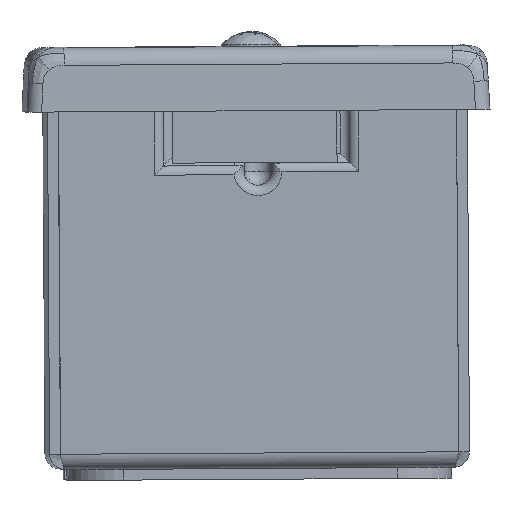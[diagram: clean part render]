
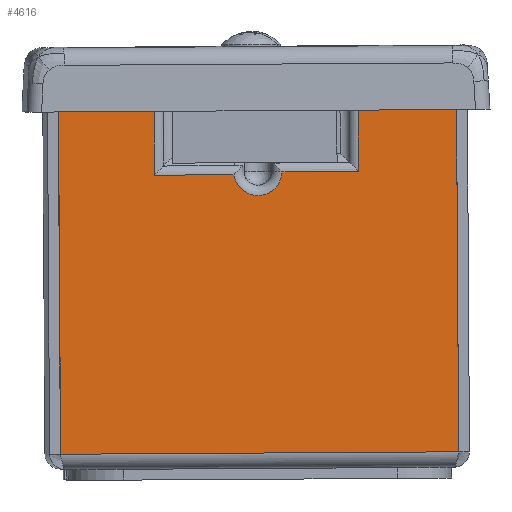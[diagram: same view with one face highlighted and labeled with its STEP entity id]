
A CAD part, front view. The second image highlights one B-rep face of the part: STEP entity #4616.
In plain terms, the highlighted face is planar.
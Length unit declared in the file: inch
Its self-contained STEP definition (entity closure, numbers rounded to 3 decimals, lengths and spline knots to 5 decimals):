
#300=PLANE($,#4961);
#456=LINE($,#10329,#748);
#463=LINE($,#10368,#755);
#470=LINE($,#10396,#762);
#472=LINE($,#10403,#764);
#473=LINE($,#10406,#765);
#474=LINE($,#10408,#766);
#475=LINE($,#10410,#767);
#476=LINE($,#10412,#768);
#477=LINE($,#10413,#769);
#748=VECTOR($,#5614,0.54359);
#755=VECTOR($,#5643,0.67288);
#762=VECTOR($,#5664,0.65554);
#764=VECTOR($,#5672,0.59566);
#765=VECTOR($,#5675,0.52495);
#766=VECTOR($,#5678,0.613);
#767=VECTOR($,#5679,2.51975);
#768=VECTOR($,#5680,2.72559);
#769=VECTOR($,#5681,2.51975);
#1193=FACE_OUTER_BOUND($,#1470,.T.);
#1470=EDGE_LOOP($,(#3660,#3661,#3662,#3663,#3664,#3665,#3666,#3667,#3668,
#3669));
#1742=CIRCLE($,#4962,0.165);
#2160=VERTEX_POINT($,#10326);
#2161=VERTEX_POINT($,#10328);
#2171=VERTEX_POINT($,#10365);
#2172=VERTEX_POINT($,#10367);
#2185=VERTEX_POINT($,#10393);
#2186=VERTEX_POINT($,#10395);
#2188=VERTEX_POINT($,#10401);
#2189=VERTEX_POINT($,#10405);
#2190=VERTEX_POINT($,#10409);
#2191=VERTEX_POINT($,#10411);
#2681=EDGE_CURVE($,#2160,#2161,#456,.T.);
#2696=EDGE_CURVE($,#2171,#2172,#463,.T.);
#2710=EDGE_CURVE($,#2185,#2186,#470,.T.);
#2714=EDGE_CURVE($,#2188,#2171,#472,.T.);
#2715=EDGE_CURVE($,#2188,#2189,#473,.T.);
#2716=EDGE_CURVE($,#2161,#2189,#1742,.T.);
#2717=EDGE_CURVE($,#2186,#2160,#474,.T.);
#2718=EDGE_CURVE($,#2190,#2185,#475,.T.);
#2719=EDGE_CURVE($,#2190,#2191,#476,.T.);
#2720=EDGE_CURVE($,#2172,#2191,#477,.T.);
#3660=ORIENTED_EDGE($,*,*,#2714,.F.);
#3661=ORIENTED_EDGE($,*,*,#2715,.T.);
#3662=ORIENTED_EDGE($,*,*,#2716,.F.);
#3663=ORIENTED_EDGE($,*,*,#2681,.F.);
#3664=ORIENTED_EDGE($,*,*,#2717,.F.);
#3665=ORIENTED_EDGE($,*,*,#2710,.F.);
#3666=ORIENTED_EDGE($,*,*,#2718,.F.);
#3667=ORIENTED_EDGE($,*,*,#2719,.T.);
#3668=ORIENTED_EDGE($,*,*,#2720,.F.);
#3669=ORIENTED_EDGE($,*,*,#2696,.F.);
#4616=ADVANCED_FACE($,(#1193),#300,.F.);
#4961=AXIS2_PLACEMENT_3D($,#10404,#5673,#5674);
#4962=AXIS2_PLACEMENT_3D($,#10407,#5676,#5677);
#5614=DIRECTION($,(1.,0.,0.));
#5643=DIRECTION($,(1.,0.,0.));
#5664=DIRECTION($,(1.,0.,0.));
#5672=DIRECTION($,(0.,0.,1.));
#5673=DIRECTION('center_axis',(0.,1.,0.));
#5674=DIRECTION('ref_axis',(1.,0.,0.));
#5675=DIRECTION($,(-1.,0.,0.));
#5676=DIRECTION('center_axis',(0.,-1.,0.));
#5677=DIRECTION('ref_axis',(0.112,0.,-0.994));
#5678=DIRECTION($,(0.,0.,-1.));
#5679=DIRECTION($,(0.,0.,1.));
#5680=DIRECTION($,(1.,0.,0.));
#5681=DIRECTION($,(0.,0.,-1.));
#10326=CARTESIAN_POINT('',(0.73025,-4.25,2.012));
#10328=CARTESIAN_POINT('',(1.27384,-4.25,2.012));
#10329=CARTESIAN_POINT($,(1.4375,-4.25,2.012));
#10365=CARTESIAN_POINT('',(2.12741,-4.25,2.625));
#10367=CARTESIAN_POINT('',(2.80029,-4.25,2.625));
#10368=CARTESIAN_POINT($,(0.07471,-4.25,2.625));
#10393=CARTESIAN_POINT('',(0.07471,-4.25,2.625));
#10395=CARTESIAN_POINT('',(0.73025,-4.25,2.625));
#10396=CARTESIAN_POINT($,(0.07471,-4.25,2.625));
#10401=CARTESIAN_POINT('',(2.12741,-4.25,2.02934));
#10403=CARTESIAN_POINT($,(2.12741,-4.25,2.4895));
#10404=CARTESIAN_POINT('Origin',(1.4375,-4.25,1.32145));
#10405=CARTESIAN_POINT('',(1.60246,-4.25,2.02934));
#10406=CARTESIAN_POINT($,(1.4375,-4.25,2.02934));
#10407=CARTESIAN_POINT('Origin',(1.4375,-4.25,2.033));
#10408=CARTESIAN_POINT($,(0.73025,-4.25,1.83773));
#10409=CARTESIAN_POINT('',(0.07471,-4.25,0.10525));
#10410=CARTESIAN_POINT($,(0.07471,-4.25,0.10525));
#10411=CARTESIAN_POINT('',(2.80029,-4.25,0.10525));
#10412=CARTESIAN_POINT($,(1.4375,-4.25,0.10525));
#10413=CARTESIAN_POINT($,(2.80029,-4.25,0.10525));
